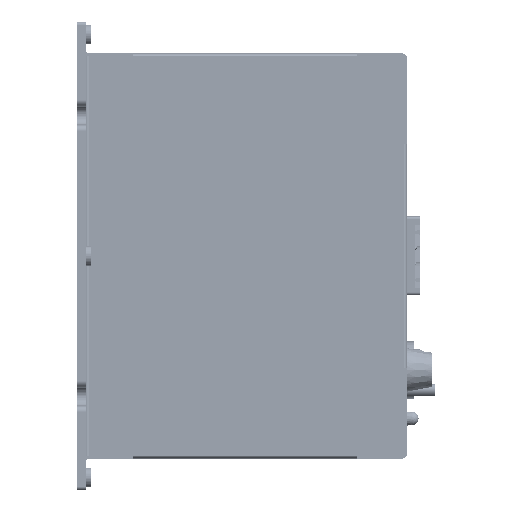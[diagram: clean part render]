
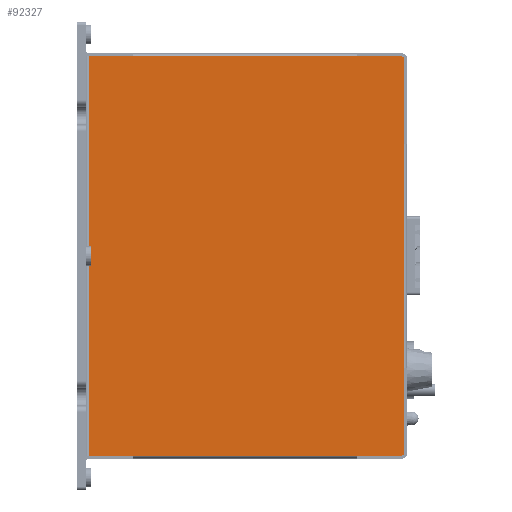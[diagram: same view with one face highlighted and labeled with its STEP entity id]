
A CAD part, left-side view. The second image highlights one B-rep face of the part: STEP entity #92327.
In plain terms, the highlighted face is planar.
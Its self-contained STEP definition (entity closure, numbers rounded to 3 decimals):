
#7497=PLANE('',#99950);
#13233=FACE_OUTER_BOUND('',#19740,.T.);
#19740=EDGE_LOOP('',(#67930,#67931,#67932,#67933,#67934,#67935));
#26958=LINE('',#135974,#37163);
#26959=LINE('',#135977,#37164);
#26960=LINE('',#135978,#37165);
#26961=LINE('',#135979,#37166);
#37163=VECTOR('',#108951,10.);
#37164=VECTOR('',#108954,10.);
#37165=VECTOR('',#108955,10.);
#37166=VECTOR('',#108956,10.);
#47095=CIRCLE('',#99944,1.);
#47097=CIRCLE('',#99947,1.);
#49003=VERTEX_POINT('',#135952);
#49004=VERTEX_POINT('',#135953);
#49007=VERTEX_POINT('',#135961);
#49008=VERTEX_POINT('',#135962);
#49012=VERTEX_POINT('',#135972);
#49013=VERTEX_POINT('',#135976);
#55217=EDGE_CURVE('',#49003,#49004,#47095,.T.);
#55221=EDGE_CURVE('',#49007,#49008,#47097,.T.);
#55227=EDGE_CURVE('',#49012,#49004,#26958,.T.);
#55228=EDGE_CURVE('',#49012,#49013,#26959,.T.);
#55229=EDGE_CURVE('',#49007,#49013,#26960,.T.);
#55230=EDGE_CURVE('',#49003,#49008,#26961,.T.);
#67930=ORIENTED_EDGE('',*,*,#55217,.T.);
#67931=ORIENTED_EDGE('',*,*,#55227,.F.);
#67932=ORIENTED_EDGE('',*,*,#55228,.T.);
#67933=ORIENTED_EDGE('',*,*,#55229,.F.);
#67934=ORIENTED_EDGE('',*,*,#55221,.T.);
#67935=ORIENTED_EDGE('',*,*,#55230,.F.);
#92327=ADVANCED_FACE('',(#13233),#7497,.T.);
#99944=AXIS2_PLACEMENT_3D('',#135954,#108933,#108934);
#99947=AXIS2_PLACEMENT_3D('',#135963,#108941,#108942);
#99950=AXIS2_PLACEMENT_3D('',#135975,#108952,#108953);
#108933=DIRECTION('center_axis',(0.,0.,1.));
#108934=DIRECTION('ref_axis',(0.,1.,0.));
#108941=DIRECTION('center_axis',(0.,0.,1.));
#108942=DIRECTION('ref_axis',(1.,0.,0.));
#108951=DIRECTION('',(0.,-1.,0.));
#108952=DIRECTION('center_axis',(0.,0.,1.));
#108953=DIRECTION('ref_axis',(1.,0.,0.));
#108954=DIRECTION('',(-1.,0.,0.));
#108955=DIRECTION('',(0.,1.,0.));
#108956=DIRECTION('',(-1.,0.,0.));
#135952=CARTESIAN_POINT('',(127.,0.,1.));
#135953=CARTESIAN_POINT('',(128.,1.,1.));
#135954=CARTESIAN_POINT('Origin',(127.,1.,1.));
#135961=CARTESIAN_POINT('',(0.,1.,1.));
#135962=CARTESIAN_POINT('',(1.,0.,1.));
#135963=CARTESIAN_POINT('Origin',(1.,1.,1.));
#135972=CARTESIAN_POINT('',(128.,101.,1.));
#135974=CARTESIAN_POINT('',(128.,0.,1.));
#135975=CARTESIAN_POINT('Origin',(64.,51.5,1.));
#135976=CARTESIAN_POINT('',(0.,101.,1.));
#135977=CARTESIAN_POINT('',(32.,101.,1.));
#135978=CARTESIAN_POINT('',(0.,103.,1.));
#135979=CARTESIAN_POINT('',(0.,0.,1.));
